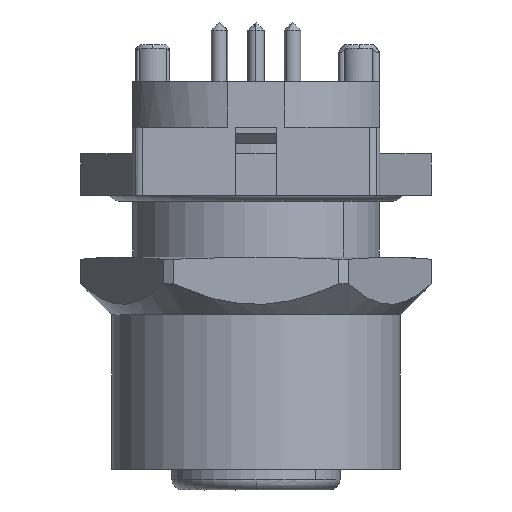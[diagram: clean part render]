
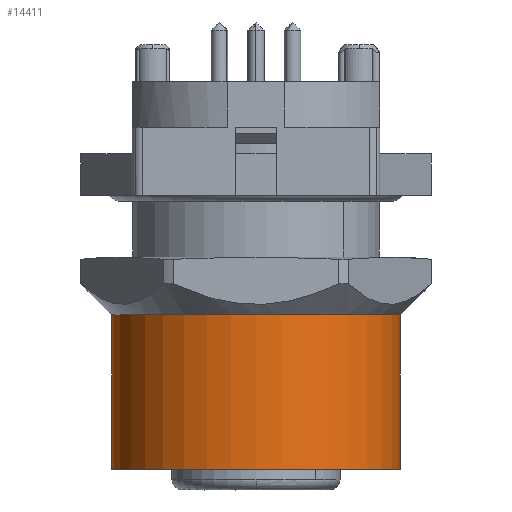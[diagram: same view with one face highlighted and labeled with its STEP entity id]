
A CAD part, front view. The second image highlights one B-rep face of the part: STEP entity #14411.
In plain terms, the highlighted cylindrical face has radius 7 mm (diameter 14 mm), a partial arc.
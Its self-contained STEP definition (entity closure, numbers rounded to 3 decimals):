
#14352=AXIS2_PLACEMENT_3D('Circle Axis2P3D',#14350,#14351,$) ;
#14398=AXIS2_PLACEMENT_3D('Cylinder Axis2P3D',#14395,#14396,#14397) ;
#14402=AXIS2_PLACEMENT_3D('Circle Axis2P3D',#14400,#14401,$) ;
#14345=CARTESIAN_POINT('Vertex',(1.5,8.5,1.)) ;
#14347=CARTESIAN_POINT('Vertex',(15.5,8.5,1.)) ;
#14350=CARTESIAN_POINT('Axis2P3D Location',(8.5,8.5,1.)) ;
#14369=CARTESIAN_POINT('Line Origine',(1.5,8.5,4.75)) ;
#14373=CARTESIAN_POINT('Vertex',(1.5,8.5,8.5)) ;
#14380=CARTESIAN_POINT('Vertex',(15.5,8.5,8.5)) ;
#14383=CARTESIAN_POINT('Line Origine',(15.5,8.5,4.75)) ;
#14395=CARTESIAN_POINT('Axis2P3D Location',(8.5,8.5,4.75)) ;
#14400=CARTESIAN_POINT('Axis2P3D Location',(8.5,8.5,8.5)) ;
#14351=DIRECTION('Axis2P3D Direction',(0.,0.,-1.)) ;
#14370=DIRECTION('Vector Direction',(0.,0.,-1.)) ;
#14384=DIRECTION('Vector Direction',(0.,0.,-1.)) ;
#14396=DIRECTION('Axis2P3D Direction',(0.,0.,-1.)) ;
#14397=DIRECTION('Axis2P3D XDirection',(1.,0.,0.)) ;
#14401=DIRECTION('Axis2P3D Direction',(0.,0.,-1.)) ;
#14371=VECTOR('Line Direction',#14370,1.) ;
#14385=VECTOR('Line Direction',#14384,1.) ;
#14406=ORIENTED_EDGE('',*,*,#14387,.F.) ;
#14407=ORIENTED_EDGE('',*,*,#14404,.T.) ;
#14408=ORIENTED_EDGE('',*,*,#14375,.F.) ;
#14409=ORIENTED_EDGE('',*,*,#14354,.F.) ;
#14411=ADVANCED_FACE('V2',(#14410),#14399,.T.) ;
#14353=CIRCLE('generated circle',#14352,7.) ;
#14403=CIRCLE('generated circle',#14402,7.) ;
#14399=CYLINDRICAL_SURFACE('generated cylinder',#14398,7.) ;
#14354=EDGE_CURVE('',#14348,#14346,#14353,.T.) ;
#14375=EDGE_CURVE('',#14346,#14374,#14372,.F.) ;
#14387=EDGE_CURVE('',#14381,#14348,#14386,.T.) ;
#14404=EDGE_CURVE('',#14381,#14374,#14403,.T.) ;
#14405=EDGE_LOOP('',(#14406,#14407,#14408,#14409)) ;
#14410=FACE_OUTER_BOUND('',#14405,.T.) ;
#14372=LINE('Line',#14369,#14371) ;
#14386=LINE('Line',#14383,#14385) ;
#14346=VERTEX_POINT('',#14345) ;
#14348=VERTEX_POINT('',#14347) ;
#14374=VERTEX_POINT('',#14373) ;
#14381=VERTEX_POINT('',#14380) ;
